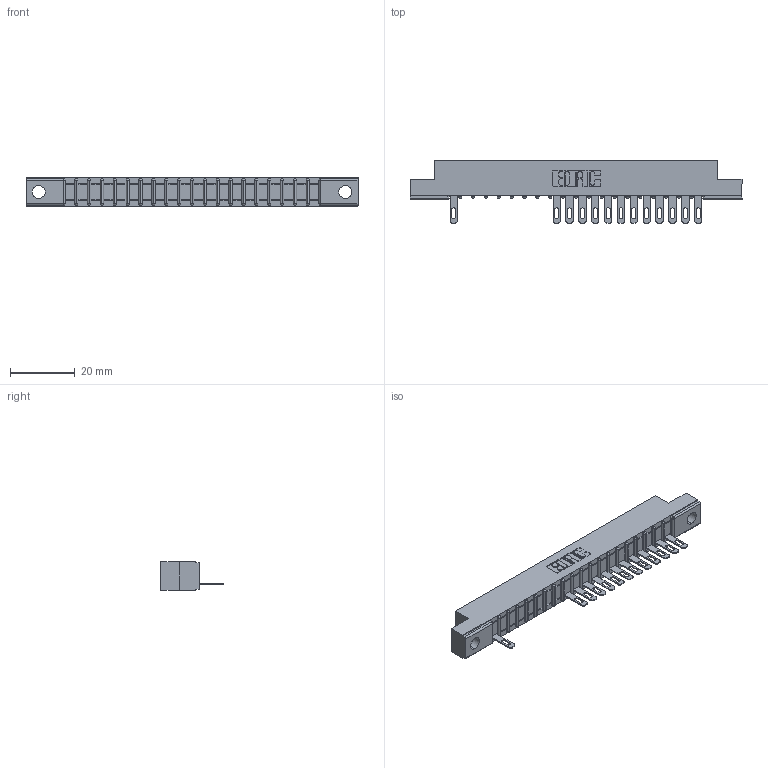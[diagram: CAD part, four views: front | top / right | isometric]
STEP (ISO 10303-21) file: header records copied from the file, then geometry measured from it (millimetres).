
FILE_DESCRIPTION (( 'STEP AP203' ), '1' );
FILE_NAME ('307-020-505-102.STEP', '2018-08-04T00:35:08', ( '' ), ( '' ), 'SwSTEP 2.0', 'SolidWorks 2016', '' );
FILE_SCHEMA (( 'CONFIG_CONTROL_DESIGN' ));
Length unit declared in the file: inch
Products named in the file (3): 307-020-505-102; 307 Part_.128 Dia Mounting Holes; 307-290-001_505
Assembly tree (14 placements, depth 2):
  307-020-505-102
    307 Part_.128 Dia Mounting Holes
    307-290-001_505  x13
Bounding box: 102.26 x 19.18 x 8.71 mm (x, y, z)
Volume: 6289.5 mm3; surface area: 8997.5 mm2
Topology: 14 solids, 14 shells, 1007 faces, 2877 edges, 1842 vertices
Faces by surface type: plane 622, cylinder 343, sphere 42
Entity records: 19610 total; most frequent: CARTESIAN_POINT 3325, ORIENTED_EDGE 3318, DIRECTION 3241, EDGE_CURVE 1659, VECTOR 1261, LINE 1261, VERTEX_POINT 1074, AXIS2_PLACEMENT_3D 990
